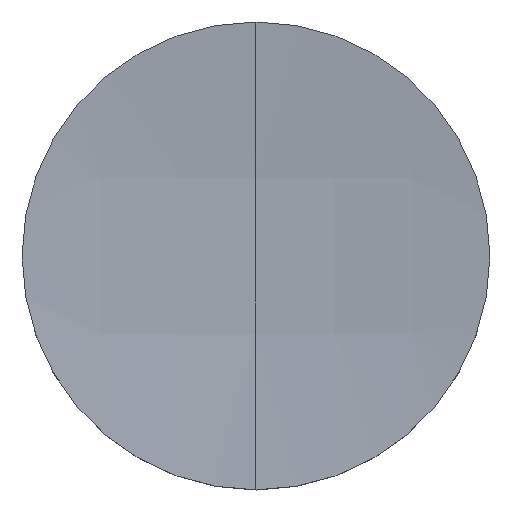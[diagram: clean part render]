
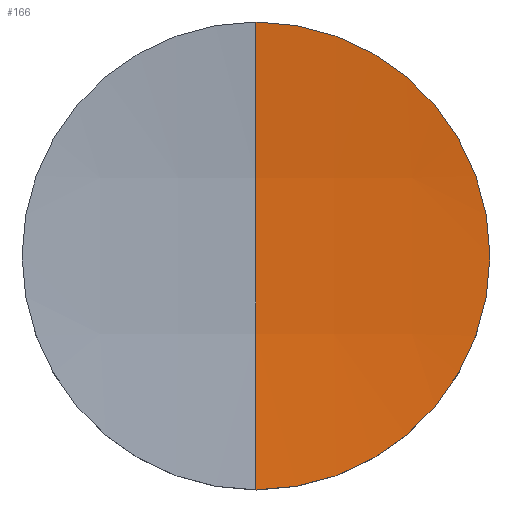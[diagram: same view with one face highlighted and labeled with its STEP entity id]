
A CAD part, top view. The second image highlights one B-rep face of the part: STEP entity #166.
In plain terms, the highlighted free-form (B-spline) face has degree [3, 3] with [4, 4] control points.
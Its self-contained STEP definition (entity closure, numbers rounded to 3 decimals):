
#3 = DIRECTION ( 'NONE',  ( 0., 0., -1. ) ) ;
#27 = CARTESIAN_POINT ( 'NONE',  ( 0., 0., 3.721 ) ) ;
#30 = CARTESIAN_POINT ( 'NONE',  ( 0., -4.298, 2.887 ) ) ;
#32 = CIRCLE ( 'NONE', #118, 130.2 ) ;
#37 = EDGE_CURVE ( 'NONE', #84, #60, #224, .T. ) ;
#39 = FACE_OUTER_BOUND ( 'NONE', #209, .T. ) ;
#47 = DIRECTION ( 'NONE',  ( 1., 0., 0. ) ) ;
#48 = EDGE_CURVE ( 'NONE', #60, #73, #178, .T. ) ;
#51 = CARTESIAN_POINT ( 'NONE',  ( 12.7, 0., 3.721 ) ) ;
#55 = CARTESIAN_POINT ( 'NONE',  ( 12.714, -12.852, 4.361 ) ) ;
#58 = CARTESIAN_POINT ( 'NONE',  ( 4.274, -4.298, 2.887 ) ) ;
#60 = VERTEX_POINT ( 'NONE', #51 ) ;
#73 = VERTEX_POINT ( 'NONE', #146 ) ;
#77 = CARTESIAN_POINT ( 'NONE',  ( 0., 0., 3.721 ) ) ;
#79 = CARTESIAN_POINT ( 'NONE',  ( 8.488, 12.852, 3.944 ) ) ;
#84 = VERTEX_POINT ( 'NONE', #280 ) ;
#85 = CARTESIAN_POINT ( 'NONE',  ( 0., 12.852, 3.736 ) ) ;
#86 = AXIS2_PLACEMENT_3D ( 'NONE', #77, #3, #47 ) ;
#102 = AXIS2_PLACEMENT_3D ( 'NONE', #27, #124, #279 ) ;
#108 = CARTESIAN_POINT ( 'NONE',  ( 4.274, 4.298, 2.887 ) ) ;
#118 = AXIS2_PLACEMENT_3D ( 'NONE', #241, #196, #264 ) ;
#124 = DIRECTION ( 'NONE',  ( 0., 0., -1. ) ) ;
#130 = CARTESIAN_POINT ( 'NONE',  ( 0., -12.852, 3.736 ) ) ;
#131 = ORIENTED_EDGE ( 'NONE', *, *, #48, .F. ) ;
#142 = EDGE_CURVE ( 'NONE', #84, #73, #32, .T. ) ;
#146 = CARTESIAN_POINT ( 'NONE',  ( 0., -12.7, 3.721 ) ) ;
#151 = CARTESIAN_POINT ( 'NONE',  ( 0., 4.298, 2.887 ) ) ;
#166 = ADVANCED_FACE ( 'NONE', ( #39 ), #273, .F. ) ;
#173 = CARTESIAN_POINT ( 'NONE',  ( 8.543, 4.298, 3.097 ) ) ;
#176 = CARTESIAN_POINT ( 'NONE',  ( 4.246, 12.852, 3.736 ) ) ;
#177 = CARTESIAN_POINT ( 'NONE',  ( 12.797, 4.298, 3.517 ) ) ;
#178 = CIRCLE ( 'NONE', #86, 12.7 ) ;
#192 = ORIENTED_EDGE ( 'NONE', *, *, #142, .T. ) ;
#194 = CARTESIAN_POINT ( 'NONE',  ( 12.714, 12.852, 4.361 ) ) ;
#196 = DIRECTION ( 'NONE',  ( -1., 0., 0. ) ) ;
#209 = EDGE_LOOP ( 'NONE', ( #271, #192, #131 ) ) ;
#224 = CIRCLE ( 'NONE', #102, 12.7 ) ;
#240 = CARTESIAN_POINT ( 'NONE',  ( 8.543, -4.298, 3.097 ) ) ;
#241 = CARTESIAN_POINT ( 'NONE',  ( 0., 0., 133.3 ) ) ;
#261 = CARTESIAN_POINT ( 'NONE',  ( 12.797, -4.298, 3.517 ) ) ;
#263 = CARTESIAN_POINT ( 'NONE',  ( 4.246, -12.852, 3.736 ) ) ;
#264 = DIRECTION ( 'NONE',  ( 0., 1., 0. ) ) ;
#271 = ORIENTED_EDGE ( 'NONE', *, *, #37, .F. ) ;
#273 =( BOUNDED_SURFACE ( )  B_SPLINE_SURFACE ( 3, 3, ( 
 ( #194, #79, #176, #85 ),
 ( #177, #173, #108, #151 ),
 ( #261, #240, #58, #30 ),
 ( #55, #284, #263, #130 ) ),
 .UNSPECIFIED., .F., .F., .F. ) 
 B_SPLINE_SURFACE_WITH_KNOTS ( ( 4, 4 ),
 ( 4, 4 ),
 ( 0., 1. ),
 ( 0., 1. ),
 .UNSPECIFIED. ) 
 GEOMETRIC_REPRESENTATION_ITEM ( )  RATIONAL_B_SPLINE_SURFACE ( (
 ( 1., 0.999, 0.999, 1.),
 ( 0.997, 0.996, 0.996, 0.997),
 ( 0.997, 0.996, 0.996, 0.997),
 ( 1., 0.999, 0.999, 1.) ) ) 
 REPRESENTATION_ITEM ( '' )  SURFACE ( )  );
#279 = DIRECTION ( 'NONE',  ( 1., 0., 0. ) ) ;
#280 = CARTESIAN_POINT ( 'NONE',  ( 0., 12.7, 3.721 ) ) ;
#284 = CARTESIAN_POINT ( 'NONE',  ( 8.488, -12.852, 3.944 ) ) ;
